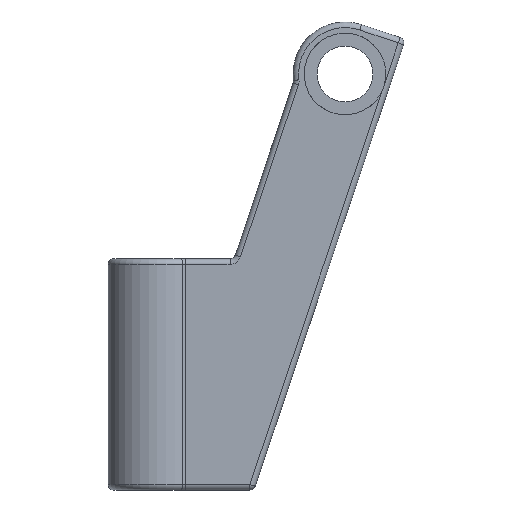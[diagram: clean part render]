
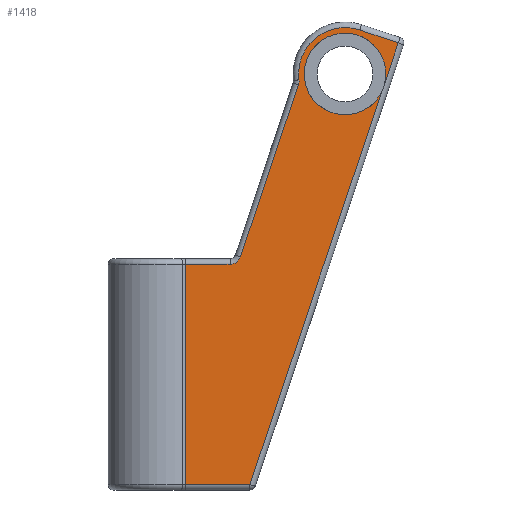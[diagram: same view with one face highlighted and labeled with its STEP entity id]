
A CAD part, left-side view. The second image highlights one B-rep face of the part: STEP entity #1418.
In plain terms, the highlighted planar face has unit normal (-1, 0, 0).
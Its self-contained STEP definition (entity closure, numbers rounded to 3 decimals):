
#205=CARTESIAN_POINT('',(-12.5,-6.768,-1.5));
#206=VERTEX_POINT('',#205);
#295=CARTESIAN_POINT('',(-12.5,-6.768,-61.0));
#296=VERTEX_POINT('',#295);
#374=CARTESIAN_POINT('',(-12.5,-21.765,0.544));
#375=VERTEX_POINT('',#374);
#392=CARTESIAN_POINT('',(-12.5,-18.922,-1.5));
#393=VERTEX_POINT('',#392);
#401=CARTESIAN_POINT('',(-12.5,-18.922,1.5));
#402=DIRECTION('',(-1.0,0.0,0.0));
#403=DIRECTION('',(0.0,-0.584,-0.812));
#404=AXIS2_PLACEMENT_3D('',#401,#402,#403);
#405=CIRCLE('',#404,3.);
#406=EDGE_CURVE('',#393,#375,#405,.T.);
#439=CARTESIAN_POINT('',(-12.5,-6.768,-1.5));
#440=DIRECTION('',(0.0,-1.0,0.0));
#441=VECTOR('',#440,12.154);
#442=LINE('',#439,#441);
#443=EDGE_CURVE('',#206,#393,#442,.T.);
#553=CARTESIAN_POINT('',(-12.5,-24.282,-61.0));
#554=VERTEX_POINT('',#553);
#619=CARTESIAN_POINT('',(-12.5,-37.417,47.091));
#620=VERTEX_POINT('',#619);
#628=CARTESIAN_POINT('',(-12.5,-37.549,48.424));
#629=VERTEX_POINT('',#628);
#630=CARTESIAN_POINT('',(-12.5,-34.573,48.047));
#631=DIRECTION('',(-1.0,0.0,0.0));
#632=DIRECTION('',(0.0,-0.995,-0.099));
#633=AXIS2_PLACEMENT_3D('',#630,#631,#632);
#634=CIRCLE('',#633,3.);
#635=EDGE_CURVE('',#620,#629,#634,.T.);
#653=CARTESIAN_POINT('',(-12.5,-21.765,0.544));
#654=DIRECTION('',(0.0,-0.319,0.948));
#655=VECTOR('',#654,49.108);
#656=LINE('',#653,#655);
#657=EDGE_CURVE('',#375,#620,#656,.T.);
#685=CARTESIAN_POINT('',(-12.5,-64.426,58.39));
#686=VERTEX_POINT('',#685);
#711=CARTESIAN_POINT('',(-12.5,-54.,61.896));
#712=VERTEX_POINT('',#711);
#720=CARTESIAN_POINT('',(-12.5,-54.,61.896));
#721=DIRECTION('',(0.0,-0.948,-0.319));
#722=VECTOR('',#721,11.);
#723=LINE('',#720,#722);
#724=EDGE_CURVE('',#712,#686,#723,.T.);
#742=CARTESIAN_POINT('',(-12.5,-50.,50.0));
#743=DIRECTION('',(1.0,0.0,0.0));
#744=DIRECTION('',(0.0,0.643,0.766));
#745=AXIS2_PLACEMENT_3D('',#742,#743,#744);
#746=CIRCLE('',#745,12.55);
#747=EDGE_CURVE('',#629,#712,#746,.T.);
#765=CARTESIAN_POINT('',(-12.5,-60.761,47.489));
#766=VERTEX_POINT('',#765);
#767=CARTESIAN_POINT('',(-12.5,-60.092,45.499));
#768=VERTEX_POINT('',#767);
#779=CARTESIAN_POINT('',(-12.5,-60.092,45.499));
#780=DIRECTION('',(0.0,0.319,-0.948));
#781=VECTOR('',#780,112.358);
#782=LINE('',#779,#781);
#783=EDGE_CURVE('',#768,#554,#782,.T.);
#793=CARTESIAN_POINT('',(-12.5,-64.426,58.39));
#794=DIRECTION('',(0.0,0.319,-0.948));
#795=VECTOR('',#794,11.5);
#796=LINE('',#793,#795);
#797=EDGE_CURVE('',#686,#766,#796,.T.);
#852=CARTESIAN_POINT('',(-12.5,-24.282,-61.0));
#853=DIRECTION('',(0.0,1.0,0.0));
#854=VECTOR('',#853,17.514);
#855=LINE('',#852,#854);
#856=EDGE_CURVE('',#554,#296,#855,.T.);
#938=CARTESIAN_POINT('',(-12.5,-6.768,-61.0));
#939=DIRECTION('',(0.0,0.0,1.0));
#940=VECTOR('',#939,59.5);
#941=LINE('',#938,#940);
#942=EDGE_CURVE('',#296,#206,#941,.T.);
#1091=CARTESIAN_POINT('',(-12.5,-50.,50.0));
#1092=DIRECTION('',(1.0,0.0,0.0));
#1093=DIRECTION('',(0.0,0.0,-1.0));
#1094=AXIS2_PLACEMENT_3D('',#1091,#1092,#1093);
#1095=CIRCLE('',#1094,11.05);
#1096=EDGE_CURVE('',#768,#766,#1095,.T.);
#1400=CARTESIAN_POINT('',(-12.5,-28.233,-4.047));
#1401=DIRECTION('',(1.0,0.0,0.0));
#1402=DIRECTION('',(0.0,0.0,-1.0));
#1403=AXIS2_PLACEMENT_3D('',#1400,#1401,#1402);
#1404=PLANE('',#1403);
#1405=ORIENTED_EDGE('',*,*,#783,.F.);
#1406=ORIENTED_EDGE('',*,*,#1096,.T.);
#1407=ORIENTED_EDGE('',*,*,#797,.F.);
#1408=ORIENTED_EDGE('',*,*,#724,.F.);
#1409=ORIENTED_EDGE('',*,*,#747,.F.);
#1410=ORIENTED_EDGE('',*,*,#635,.F.);
#1411=ORIENTED_EDGE('',*,*,#657,.F.);
#1412=ORIENTED_EDGE('',*,*,#406,.F.);
#1413=ORIENTED_EDGE('',*,*,#443,.F.);
#1414=ORIENTED_EDGE('',*,*,#942,.F.);
#1415=ORIENTED_EDGE('',*,*,#856,.F.);
#1416=EDGE_LOOP('',(#1405,#1406,#1407,#1408,#1409,#1410,#1411,#1412,#1413,#1414,#1415));
#1417=FACE_OUTER_BOUND('',#1416,.T.);
#1418=ADVANCED_FACE('',(#1417),#1404,.F.);
